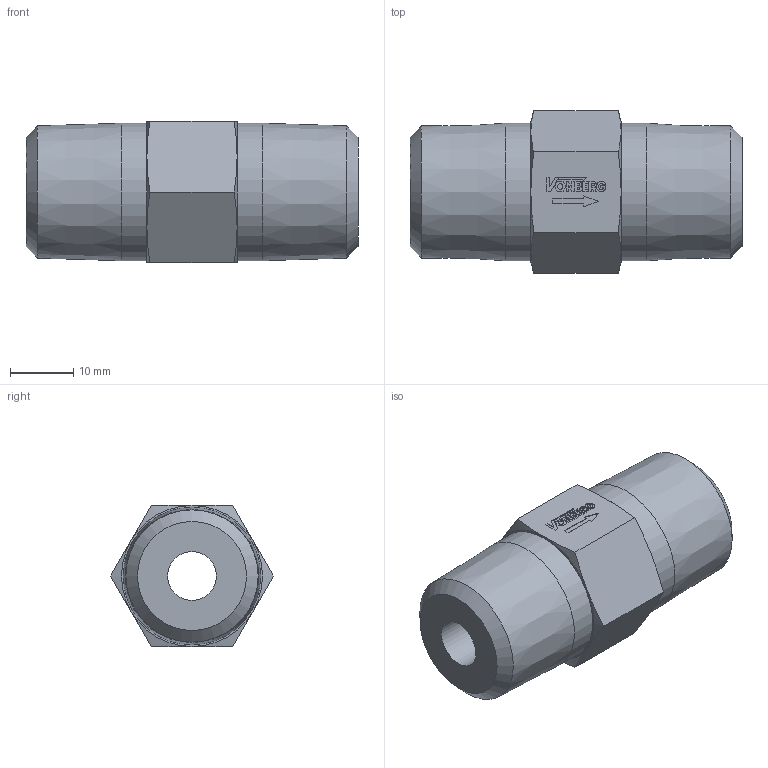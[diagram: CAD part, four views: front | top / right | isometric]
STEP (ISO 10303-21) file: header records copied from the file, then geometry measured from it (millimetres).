
FILE_DESCRIPTION((''),'2;1');
FILE_NAME('28000-504.stp','2015-02-13T11:39:08',('jml'),(''),'Autodesk Inventor 2010','Autodesk Inventor 2010','');
FILE_SCHEMA(('AUTOMOTIVE_DESIGN { 1 0 10303 214 1 1 1 1 }'));
Length unit declared in the file: inch
Products named in the file (1): 220021
Bounding box: 52.32 x 25.66 x 22.23 mm (x, y, z)
Volume: 17036.3 mm3; surface area: 5452.5 mm2
Topology: 1 solids, 1 shells, 127 faces, 315 edges, 205 vertices
Faces by surface type: plane 93, cylinder 17, cone 16, bspline 1
Full cylindrical faces by diameter (mm): 0.87 x1, 21.666 x2
Entity records: 3794 total; most frequent: CARTESIAN_POINT 703, ORIENTED_EDGE 612, DIRECTION 588, EDGE_CURVE 306, VECTOR 230, LINE 230, VERTEX_POINT 204, AXIS2_PLACEMENT_3D 179
